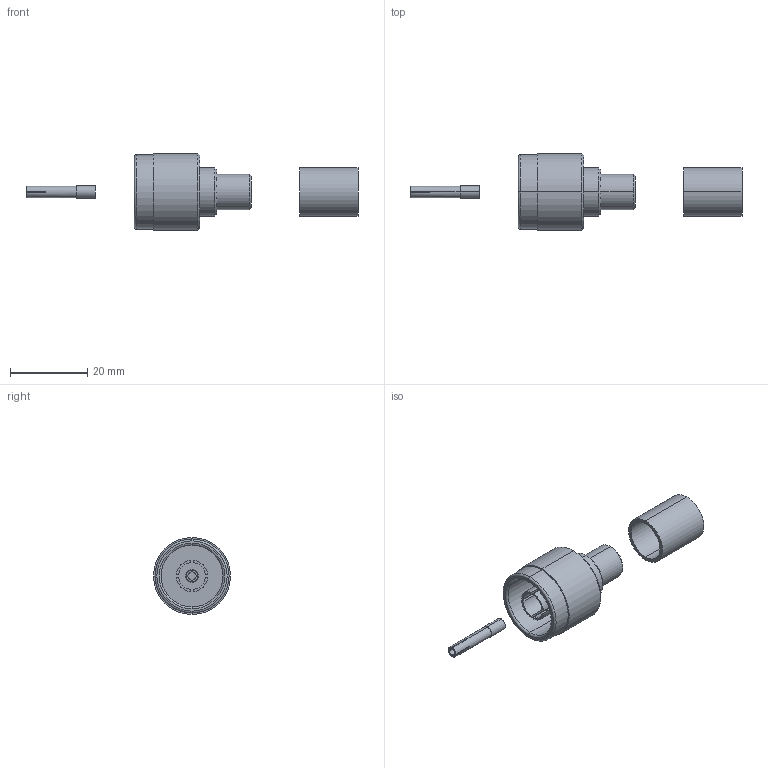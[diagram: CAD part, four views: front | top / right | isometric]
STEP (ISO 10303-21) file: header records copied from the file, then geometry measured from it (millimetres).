
FILE_DESCRIPTION (( 'STEP AP203' ), '1' );
FILE_NAME ('ARNP-1404.STEP', '2011-06-15T13:07:43', ( 'x' ), ( 'Microsoft' ), 'SwSTEP 2.0', 'SolidWorks 2010', '' );
FILE_SCHEMA (( 'CONFIG_CONTROL_DESIGN' ));
Length unit declared in the file: inch
Products named in the file (4): ARNP-1404-MA3; ARNP-1404; ARNP-1404-MA2; ARNP-1404-MA1
Assembly tree (3 placements, depth 2):
  ARNP-1404
    ARNP-1404-MA2
    ARNP-1404-MA1
    ARNP-1404-MA3
Bounding box: 86.23 x 19.99 x 19.99 mm (x, y, z)
Volume: 4715.2 mm3; surface area: 4541.6 mm2
Topology: 3 solids, 3 shells, 81 faces, 182 edges, 118 vertices
Faces by surface type: plane 37, cylinder 34, cone 6, torus 4
Entity records: 2712 total; most frequent: DIRECTION 446, CARTESIAN_POINT 387, ORIENTED_EDGE 364, EDGE_CURVE 182, AXIS2_PLACEMENT_3D 177, VERTEX_POINT 118, EDGE_LOOP 94, LINE 92
